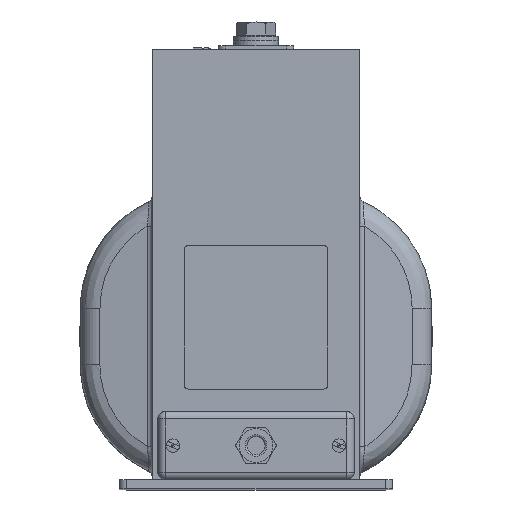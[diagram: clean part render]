
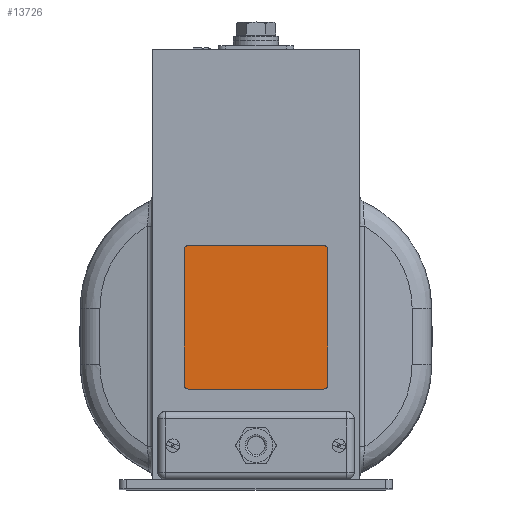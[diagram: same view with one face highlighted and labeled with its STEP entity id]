
A CAD part, top view. The second image highlights one B-rep face of the part: STEP entity #13726.
In plain terms, the highlighted planar face has unit normal (0, 0, 1).
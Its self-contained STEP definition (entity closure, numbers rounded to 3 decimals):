
#212 = CIRCLE ( 'NONE', #8962, 2. ) ;
#242 = FACE_OUTER_BOUND ( 'NONE', #8120, .T. ) ;
#919 = CARTESIAN_POINT ( 'NONE',  ( 36., 55., 120.1 ) ) ;
#1119 = DIRECTION ( 'NONE',  ( -1., 0., 0. ) ) ;
#1602 = VERTEX_POINT ( 'NONE', #6287 ) ;
#1680 = ORIENTED_EDGE ( 'NONE', *, *, #11906, .T. ) ;
#1776 = CARTESIAN_POINT ( 'NONE',  ( 38., 55., 120.1 ) ) ;
#1980 = VECTOR ( 'NONE', #18685, 1000. ) ;
#2081 = CARTESIAN_POINT ( 'NONE',  ( 36., 53., 120.1 ) ) ;
#2618 = CARTESIAN_POINT ( 'NONE',  ( 38., 55., 120.1 ) ) ;
#2867 = VECTOR ( 'NONE', #13118, 1000. ) ;
#2888 = EDGE_CURVE ( 'Defeatured_0_328+Defeatured_0_322+Defeatured_0_321+Defeatured_0_323', #12861, #1602, #212, .T. ) ;
#3018 = CARTESIAN_POINT ( 'NONE',  ( 36., 129., 120.1 ) ) ;
#3046 = DIRECTION ( 'NONE',  ( 1., 0., 0. ) ) ;
#3371 = VECTOR ( 'NONE', #4626, 1000. ) ;
#3608 = LINE ( 'NONE', #1776, #2867 ) ;
#3886 = CARTESIAN_POINT ( 'NONE',  ( 36., 127., 120.1 ) ) ;
#4224 = PLANE ( 'NONE',  #5677 ) ;
#4626 = DIRECTION ( 'NONE',  ( -1., 0., 0. ) ) ;
#5265 = AXIS2_PLACEMENT_3D ( 'NONE', #919, #7212, #1119 ) ;
#5677 = AXIS2_PLACEMENT_3D ( 'NONE', #16946, #15435, #5937 ) ;
#5937 = DIRECTION ( 'NONE',  ( -1., 0., 0. ) ) ;
#6287 = CARTESIAN_POINT ( 'NONE',  ( -38., 127., 120.1 ) ) ;
#6929 = CARTESIAN_POINT ( 'NONE',  ( -38., 55., 120.1 ) ) ;
#7117 = DIRECTION ( 'NONE',  ( -1., 0., 0. ) ) ;
#7212 = DIRECTION ( 'NONE',  ( 0., 0., 1. ) ) ;
#7533 = CARTESIAN_POINT ( 'NONE',  ( 38., 127., 120.1 ) ) ;
#7671 = ORIENTED_EDGE ( 'NONE', *, *, #13575, .T. ) ;
#8071 = VERTEX_POINT ( 'NONE', #6929 ) ;
#8120 = EDGE_LOOP ( 'NONE', ( #7671, #16297, #16155, #18269, #1680, #19415, #9952, #13991 ) ) ;
#8241 = VERTEX_POINT ( 'NONE', #12037 ) ;
#8594 = LINE ( 'NONE', #3018, #3371 ) ;
#8962 = AXIS2_PLACEMENT_3D ( 'NONE', #14252, #16010, #9561 ) ;
#8986 = LINE ( 'NONE', #16962, #13441 ) ;
#9169 = VERTEX_POINT ( 'NONE', #7533 ) ;
#9335 = CARTESIAN_POINT ( 'NONE',  ( -36., 55., 120.1 ) ) ;
#9379 = CARTESIAN_POINT ( 'NONE',  ( -36., 129., 120.1 ) ) ;
#9561 = DIRECTION ( 'NONE',  ( -1., 0., 0. ) ) ;
#9952 = ORIENTED_EDGE ( 'NONE', *, *, #13265, .T. ) ;
#10214 = VERTEX_POINT ( 'NONE', #2618 ) ;
#10522 = DIRECTION ( 'NONE',  ( 1., 0., 0. ) ) ;
#10714 = CIRCLE ( 'NONE', #18661, 2. ) ;
#11791 = EDGE_CURVE ( 'Defeatured_0_328+Defeatured_0_325+Defeatured_0_324+Defeatured_0_326', #20012, #18240, #8986, .T. ) ;
#11906 = EDGE_CURVE ( 'Defeatured_0_328+Defeatured_0_324+Defeatured_0_323+Defeatured_0_325', #8071, #20012, #10714, .T. ) ;
#12037 = CARTESIAN_POINT ( 'NONE',  ( 36., 129., 120.1 ) ) ;
#12861 = VERTEX_POINT ( 'NONE', #9379 ) ;
#13118 = DIRECTION ( 'NONE',  ( 0., 1., 0. ) ) ;
#13265 = EDGE_CURVE ( 'Defeatured_0_328+Defeatured_0_326+Defeatured_0_325+Defeatured_0_327', #18240, #10214, #14915, .T. ) ;
#13441 = VECTOR ( 'NONE', #10522, 1000. ) ;
#13575 = EDGE_CURVE ( 'Defeatured_0_328+Defeatured_0_320+Defeatured_0_327+Defeatured_0_321', #9169, #8241, #17887, .T. ) ;
#13686 = EDGE_CURVE ( 'Defeatured_0_328+Defeatured_0_323+Defeatured_0_322+Defeatured_0_324', #1602, #8071, #19923, .T. ) ;
#13709 = CARTESIAN_POINT ( 'NONE',  ( -36., 53., 120.1 ) ) ;
#13726 = ADVANCED_FACE ( 'Defeatured_0_328', ( #242 ), #4224, .T. ) ;
#13991 = ORIENTED_EDGE ( 'NONE', *, *, #20553, .T. ) ;
#14252 = CARTESIAN_POINT ( 'NONE',  ( -36., 127., 120.1 ) ) ;
#14915 = CIRCLE ( 'NONE', #5265, 2. ) ;
#15435 = DIRECTION ( 'NONE',  ( 0., 0., 1. ) ) ;
#15491 = CARTESIAN_POINT ( 'NONE',  ( -38., 55., 120.1 ) ) ;
#16010 = DIRECTION ( 'NONE',  ( 0., 0., 1. ) ) ;
#16155 = ORIENTED_EDGE ( 'NONE', *, *, #2888, .T. ) ;
#16297 = ORIENTED_EDGE ( 'NONE', *, *, #19947, .T. ) ;
#16612 = DIRECTION ( 'NONE',  ( 0., 0., 1. ) ) ;
#16946 = CARTESIAN_POINT ( 'NONE',  ( 36., 127., 120.1 ) ) ;
#16962 = CARTESIAN_POINT ( 'NONE',  ( 36., 53., 120.1 ) ) ;
#17887 = CIRCLE ( 'NONE', #20180, 2. ) ;
#18240 = VERTEX_POINT ( 'NONE', #2081 ) ;
#18269 = ORIENTED_EDGE ( 'NONE', *, *, #13686, .T. ) ;
#18661 = AXIS2_PLACEMENT_3D ( 'NONE', #9335, #20596, #3046 ) ;
#18685 = DIRECTION ( 'NONE',  ( 0., -1., 0. ) ) ;
#19415 = ORIENTED_EDGE ( 'NONE', *, *, #11791, .T. ) ;
#19923 = LINE ( 'NONE', #15491, #1980 ) ;
#19947 = EDGE_CURVE ( 'Defeatured_0_328+Defeatured_0_321+Defeatured_0_320+Defeatured_0_322', #8241, #12861, #8594, .T. ) ;
#20012 = VERTEX_POINT ( 'NONE', #13709 ) ;
#20180 = AXIS2_PLACEMENT_3D ( 'NONE', #3886, #16612, #7117 ) ;
#20553 = EDGE_CURVE ( 'Defeatured_0_328+Defeatured_0_327+Defeatured_0_326+Defeatured_0_320', #10214, #9169, #3608, .T. ) ;
#20596 = DIRECTION ( 'NONE',  ( 0., 0., 1. ) ) ;
